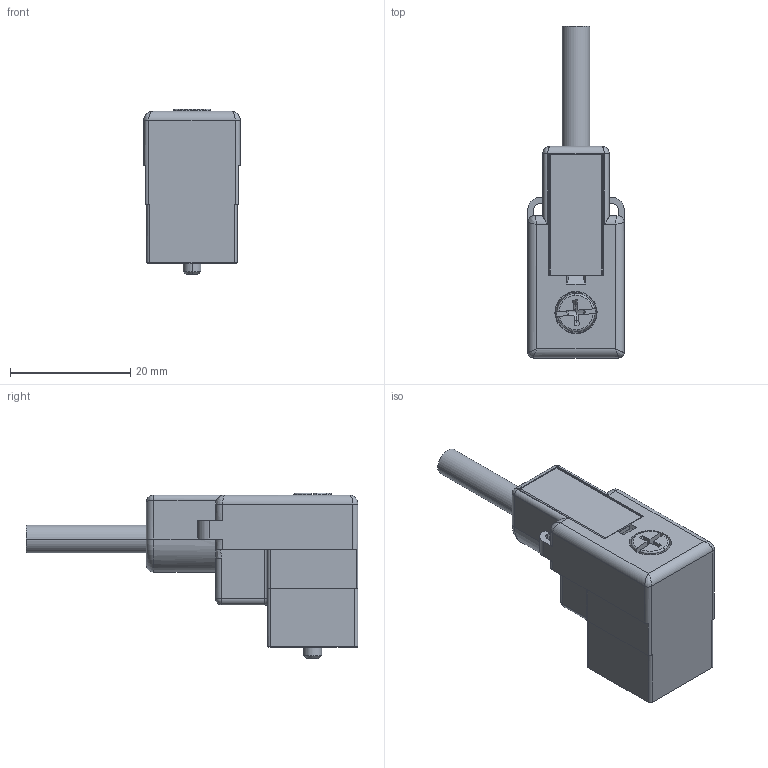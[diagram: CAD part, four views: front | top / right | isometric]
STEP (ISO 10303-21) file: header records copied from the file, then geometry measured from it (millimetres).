
FILE_DESCRIPTION(('CATIA V5 STEP Exchange','CAx-IF Rec.Pracs.--- Model Styling and Organization---1.4--- 2014-01-23'),'2;1');
FILE_NAME ('023659-3_0_1845180500_1845180500.stp','2020-08-19T09:36:53+00:00',('none'),('Weidmueller'),'CATIA Version 5-6 Release 2016 SP3 HF44','CATIA V5 STEP AP214','none');
FILE_SCHEMA(('AUTOMOTIVE_DESIGN { 1 0 10303 214 1 1 1 1 }'));
Length unit declared in the file: millimetre
Products named in the file (1): 1845180500
Bounding box: 16 x 55.15 x 27.5 mm (x, y, z)
Volume: 9391.2 mm3; surface area: 4515.9 mm2
Topology: 6 solids, 6 shells, 402 faces, 1030 edges, 661 vertices
Faces by surface type: plane 230, cylinder 72, extrusion 56, cone 16, torus 14, bspline 12, sphere 2
Entity records: 12806 total; most frequent: CARTESIAN_POINT 3818, ORIENTED_EDGE 2040, DIRECTION 1430, EDGE_CURVE 1004, VECTOR 679, VERTEX_POINT 644, LINE 623, AXIS2_PLACEMENT_3D 451
